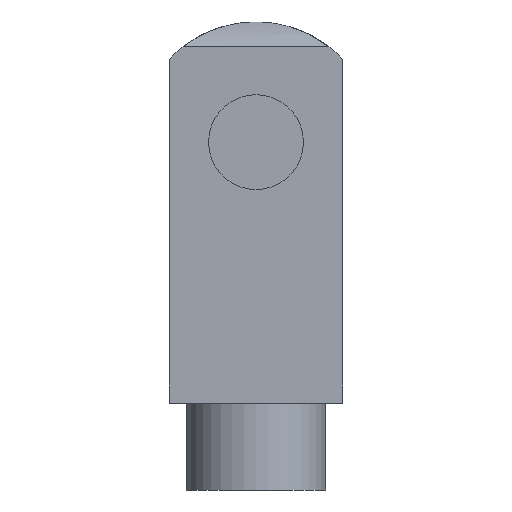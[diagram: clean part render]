
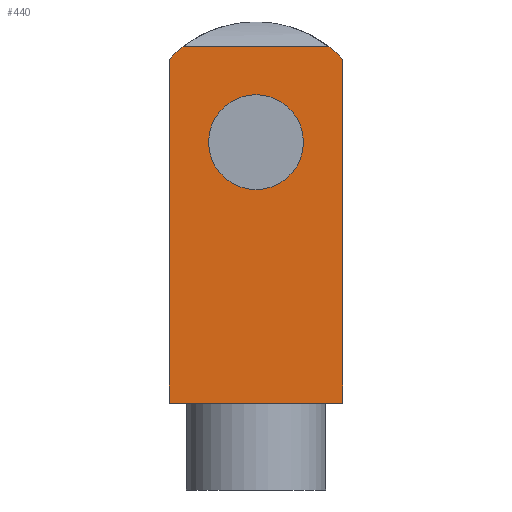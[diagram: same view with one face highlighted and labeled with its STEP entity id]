
A CAD part, left-side view. The second image highlights one B-rep face of the part: STEP entity #440.
In plain terms, the highlighted planar face has unit normal (-1, 0, 0).
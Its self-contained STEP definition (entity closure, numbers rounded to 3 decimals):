
#41=LINE('',#693,#63);
#42=LINE('',#698,#64);
#43=LINE('',#702,#65);
#44=LINE('',#704,#66);
#63=VECTOR('',#551,1000.);
#64=VECTOR('',#554,1000.);
#65=VECTOR('',#557,1000.);
#66=VECTOR('',#558,1000.);
#85=ORIENTED_EDGE('',*,*,#193,.T.);
#86=ORIENTED_EDGE('',*,*,#194,.T.);
#87=ORIENTED_EDGE('',*,*,#195,.F.);
#88=ORIENTED_EDGE('',*,*,#196,.F.);
#89=ORIENTED_EDGE('',*,*,#197,.F.);
#90=ORIENTED_EDGE('',*,*,#198,.F.);
#91=ORIENTED_EDGE('',*,*,#199,.T.);
#193=EDGE_CURVE('',#247,#247,#289,.T.);
#194=EDGE_CURVE('',#248,#249,#41,.T.);
#195=EDGE_CURVE('',#250,#249,#290,.T.);
#196=EDGE_CURVE('',#251,#250,#42,.T.);
#197=EDGE_CURVE('',#252,#251,#291,.T.);
#198=EDGE_CURVE('',#253,#252,#43,.T.);
#199=EDGE_CURVE('',#253,#248,#44,.T.);
#247=VERTEX_POINT('',#692);
#248=VERTEX_POINT('',#694);
#249=VERTEX_POINT('',#695);
#250=VERTEX_POINT('',#697);
#251=VERTEX_POINT('',#699);
#252=VERTEX_POINT('',#701);
#253=VERTEX_POINT('',#703);
#289=CIRCLE('',#486,15.);
#290=CIRCLE('',#487,38.);
#291=CIRCLE('',#488,38.);
#317=EDGE_LOOP('',(#85));
#318=EDGE_LOOP('',(#86,#87,#88,#89,#90,#91));
#371=FACE_BOUND('',#317,.T.);
#372=FACE_BOUND('',#318,.T.);
#425=PLANE('',#485);
#440=ADVANCED_FACE('',(#371,#372),#425,.F.);
#485=AXIS2_PLACEMENT_3D('',#690,#547,#548);
#486=AXIS2_PLACEMENT_3D('',#691,#549,#550);
#487=AXIS2_PLACEMENT_3D('',#696,#552,#553);
#488=AXIS2_PLACEMENT_3D('',#700,#555,#556);
#547=DIRECTION('',(1.,0.,0.));
#548=DIRECTION('',(0.,0.,-1.));
#549=DIRECTION('',(1.,0.,0.));
#550=DIRECTION('',(0.,0.,-1.));
#551=DIRECTION('',(0.,0.,1.));
#552=DIRECTION('',(1.,0.,0.));
#553=DIRECTION('',(0.,0.,-1.));
#554=DIRECTION('',(0.,-1.,0.));
#555=DIRECTION('',(1.,0.,0.));
#556=DIRECTION('',(0.,0.,-1.));
#557=DIRECTION('',(0.,0.,1.));
#558=DIRECTION('',(0.,-1.,0.));
#690=CARTESIAN_POINT('',(-27.5,27.5,0.));
#691=CARTESIAN_POINT('',(-27.5,0.,82.5));
#692=CARTESIAN_POINT('',(-27.5,0.,67.5));
#693=CARTESIAN_POINT('',(-27.5,-27.5,0.));
#694=CARTESIAN_POINT('',(-27.5,-27.5,0.));
#695=CARTESIAN_POINT('',(-27.5,-27.5,108.725));
#696=CARTESIAN_POINT('',(-27.5,0.,82.5));
#697=CARTESIAN_POINT('',(-27.5,-23.049,112.712));
#698=CARTESIAN_POINT('',(-27.5,27.5,112.712));
#699=CARTESIAN_POINT('',(-27.5,23.049,112.712));
#700=CARTESIAN_POINT('',(-27.5,0.,82.5));
#701=CARTESIAN_POINT('',(-27.5,27.5,108.725));
#702=CARTESIAN_POINT('',(-27.5,27.5,0.));
#703=CARTESIAN_POINT('',(-27.5,27.5,0.));
#704=CARTESIAN_POINT('',(-27.5,27.5,0.));
